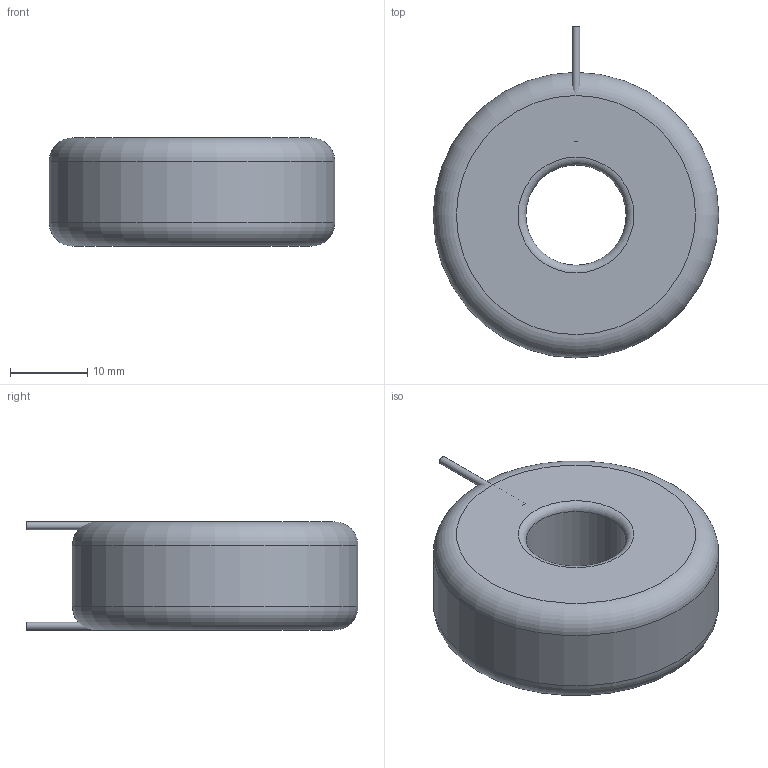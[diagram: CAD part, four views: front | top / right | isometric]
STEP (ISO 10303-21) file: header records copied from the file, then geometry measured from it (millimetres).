
FILE_DESCRIPTION(('FreeCAD Model'),'2;1');
FILE_NAME('I11_33.stp', '2017-09-21T19:14:38',('Author'),(''), 'Open CASCADE STEP processor 6.8','FreeCAD','Unknown');
FILE_SCHEMA(('AUTOMOTIVE_DESIGN_CC2 { 1 2 10303 214 -1 1 5 4 }'));
Length unit declared in the file: millimetre
Products named in the file (4): ASSEMBLY; Fillet001; Pad001_(Mirror_#1); Pad001
Assembly tree (3 placements, depth 2):
  ASSEMBLY
    Fillet001
    Pad001_(Mirror_#1)
    Pad001
Bounding box: 37 x 43 x 14 mm (x, y, z)
Volume: 12767.4 mm3; surface area: 3839.9 mm2
Topology: 3 solids, 3 shells, 14 faces, 20 edges, 12 vertices
Faces by surface type: plane 6, torus 4, cylinder 4
Full cylindrical faces by diameter (mm): 1 x2, 13 x1, 37 x1
Entity records: 670 total; most frequent: CARTESIAN_POINT 138, DIRECTION 94, ORIENTED_EDGE 40, PCURVE 40, DEFINITIONAL_REPRESENTATION 40, AXIS2_PLACEMENT_3D 34, LINE 24, VECTOR 24
